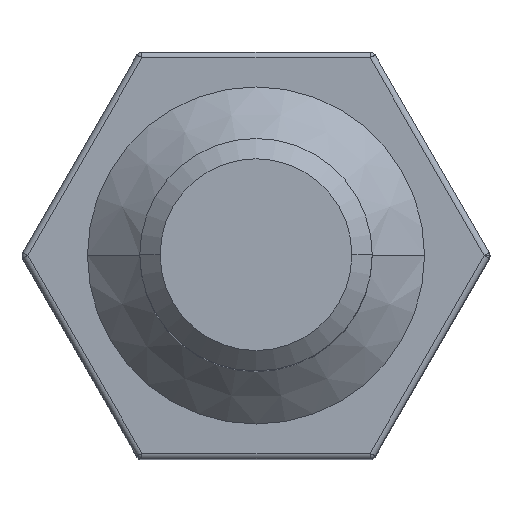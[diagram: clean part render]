
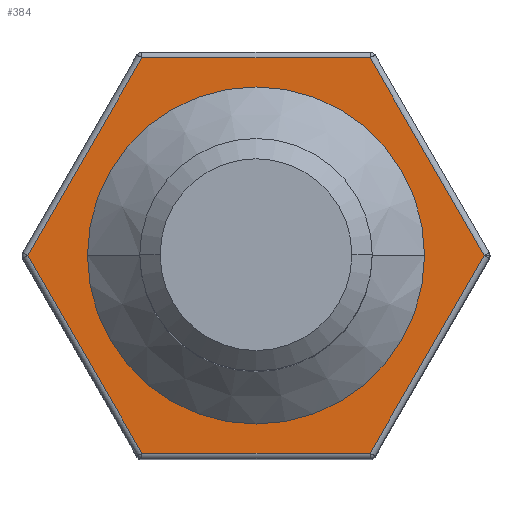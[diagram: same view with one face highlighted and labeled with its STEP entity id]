
A CAD part, top view. The second image highlights one B-rep face of the part: STEP entity #384.
In plain terms, the highlighted planar face has unit normal (0, 0, 1).
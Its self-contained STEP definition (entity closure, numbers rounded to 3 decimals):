
#9 = EDGE_LOOP ( 'NONE', ( #841, #1299 ) ) ;
#51 = VERTEX_POINT ( 'NONE', #837 ) ;
#57 = DIRECTION ( 'NONE',  ( -1., 0., 0. ) ) ;
#85 = VERTEX_POINT ( 'NONE', #763 ) ;
#92 = DIRECTION ( 'NONE',  ( -0.5, 0.866, 0. ) ) ;
#120 = VERTEX_POINT ( 'NONE', #826 ) ;
#139 = CARTESIAN_POINT ( 'NONE',  ( 2.9, 0., 0. ) ) ;
#141 = VECTOR ( 'NONE', #889, 1000. ) ;
#147 = LINE ( 'NONE', #546, #213 ) ;
#161 = VECTOR ( 'NONE', #685, 1000. ) ;
#166 = LINE ( 'NONE', #1069, #161 ) ;
#169 = LINE ( 'NONE', #1326, #141 ) ;
#181 = CARTESIAN_POINT ( 'NONE',  ( -2.9, 0., 0. ) ) ;
#210 = LINE ( 'NONE', #1159, #395 ) ;
#213 = VECTOR ( 'NONE', #236, 1000. ) ;
#228 = DIRECTION ( 'NONE',  ( 0., 0., -1. ) ) ;
#236 = DIRECTION ( 'NONE',  ( 1., 0., 0. ) ) ;
#253 = VECTOR ( 'NONE', #92, 1000. ) ;
#256 = VECTOR ( 'NONE', #1410, 1000. ) ;
#277 = LINE ( 'NONE', #880, #253 ) ;
#320 = AXIS2_PLACEMENT_3D ( 'NONE', #1133, #468, #1228 ) ;
#337 = CIRCLE ( 'NONE', #351, 2.9 ) ;
#341 = LINE ( 'NONE', #679, #256 ) ;
#351 = AXIS2_PLACEMENT_3D ( 'NONE', #976, #228, #1070 ) ;
#384 = ADVANCED_FACE ( 'NONE', ( #1406, #1275 ), #613, .F. ) ;
#385 = ORIENTED_EDGE ( 'NONE', *, *, #963, .T. ) ;
#395 = VECTOR ( 'NONE', #1236, 1000. ) ;
#407 = VERTEX_POINT ( 'NONE', #1239 ) ;
#412 = VERTEX_POINT ( 'NONE', #1011 ) ;
#438 = VERTEX_POINT ( 'NONE', #139 ) ;
#468 = DIRECTION ( 'NONE',  ( 0., 0., -1. ) ) ;
#471 = ORIENTED_EDGE ( 'NONE', *, *, #953, .T. ) ;
#518 = CIRCLE ( 'NONE', #602, 2.9 ) ;
#546 = CARTESIAN_POINT ( 'NONE',  ( -4.041, -3.4, 0. ) ) ;
#596 = CARTESIAN_POINT ( 'NONE',  ( 1.963, 3.4, 0. ) ) ;
#602 = AXIS2_PLACEMENT_3D ( 'NONE', #1391, #857, #57 ) ;
#611 = ORIENTED_EDGE ( 'NONE', *, *, #967, .T. ) ;
#613 = PLANE ( 'NONE',  #320 ) ;
#679 = CARTESIAN_POINT ( 'NONE',  ( -3.955, -0.05, 0. ) ) ;
#685 = DIRECTION ( 'NONE',  ( -1., 0., 0. ) ) ;
#763 = CARTESIAN_POINT ( 'NONE',  ( -1.963, -3.4, 0. ) ) ;
#808 = ORIENTED_EDGE ( 'NONE', *, *, #973, .T. ) ;
#826 = CARTESIAN_POINT ( 'NONE',  ( -1.963, 3.4, 0. ) ) ;
#837 = CARTESIAN_POINT ( 'NONE',  ( 1.963, -3.4, 0. ) ) ;
#839 = VERTEX_POINT ( 'NONE', #181 ) ;
#841 = ORIENTED_EDGE ( 'NONE', *, *, #902, .T. ) ;
#857 = DIRECTION ( 'NONE',  ( 0., 0., -1. ) ) ;
#880 = CARTESIAN_POINT ( 'NONE',  ( 1.934, 3.45, 0. ) ) ;
#889 = DIRECTION ( 'NONE',  ( 0.5, -0.866, 0. ) ) ;
#902 = EDGE_CURVE ( 'NONE', #839, #438, #518, .T. ) ;
#947 = EDGE_CURVE ( 'NONE', #438, #839, #337, .T. ) ;
#953 = EDGE_CURVE ( 'NONE', #412, #1396, #277, .T. ) ;
#958 = EDGE_CURVE ( 'NONE', #1396, #120, #166, .T. ) ;
#959 = EDGE_CURVE ( 'NONE', #120, #407, #341, .T. ) ;
#963 = EDGE_CURVE ( 'NONE', #407, #85, #169, .T. ) ;
#967 = EDGE_CURVE ( 'NONE', #85, #51, #147, .T. ) ;
#973 = EDGE_CURVE ( 'NONE', #51, #412, #210, .T. ) ;
#976 = CARTESIAN_POINT ( 'NONE',  ( 0., 0., 0. ) ) ;
#1011 = CARTESIAN_POINT ( 'NONE',  ( 3.926, 0., 0. ) ) ;
#1069 = CARTESIAN_POINT ( 'NONE',  ( -4.041, 3.4, 0. ) ) ;
#1070 = DIRECTION ( 'NONE',  ( -1., 0., 0. ) ) ;
#1133 = CARTESIAN_POINT ( 'NONE',  ( -4.041, 0., 0. ) ) ;
#1159 = CARTESIAN_POINT ( 'NONE',  ( 1.934, -3.45, 0. ) ) ;
#1170 = ORIENTED_EDGE ( 'NONE', *, *, #958, .T. ) ;
#1191 = EDGE_LOOP ( 'NONE', ( #471, #1170, #1303, #385, #611, #808 ) ) ;
#1228 = DIRECTION ( 'NONE',  ( -1., 0., 0. ) ) ;
#1236 = DIRECTION ( 'NONE',  ( 0.5, 0.866, 0. ) ) ;
#1239 = CARTESIAN_POINT ( 'NONE',  ( -3.926, 0., 0. ) ) ;
#1275 = FACE_BOUND ( 'NONE', #9, .T. ) ;
#1299 = ORIENTED_EDGE ( 'NONE', *, *, #947, .T. ) ;
#1303 = ORIENTED_EDGE ( 'NONE', *, *, #959, .T. ) ;
#1326 = CARTESIAN_POINT ( 'NONE',  ( -3.955, 0.05, 0. ) ) ;
#1391 = CARTESIAN_POINT ( 'NONE',  ( 0., 0., 0. ) ) ;
#1396 = VERTEX_POINT ( 'NONE', #596 ) ;
#1406 = FACE_OUTER_BOUND ( 'NONE', #1191, .T. ) ;
#1410 = DIRECTION ( 'NONE',  ( -0.5, -0.866, 0. ) ) ;
